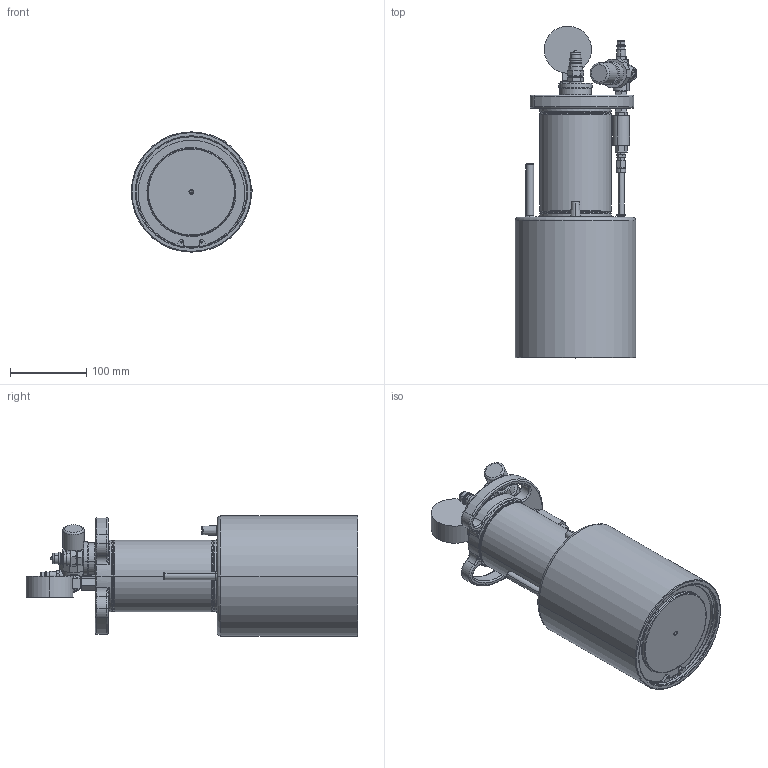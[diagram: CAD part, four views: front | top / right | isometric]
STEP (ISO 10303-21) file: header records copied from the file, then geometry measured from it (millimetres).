
FILE_DESCRIPTION (( 'STEP AP203' ), '1' );
FILE_NAME ('804 412 Druckverstärker Record 80 bar 099-341.STEP', '2014-06-16T11:09:34', ( '' ), ( '' ), 'SwSTEP 2.0', 'SolidWorks 2013', '' );
FILE_SCHEMA (( 'CONFIG_CONTROL_DESIGN' ));
Length unit declared in the file: millimetre
Products named in the file (1): 804 412 Druckverstärker Record 80 bar 099-341
Bounding box: 159.39 x 436 x 158 mm (x, y, z)
Volume: 4913780.9 mm3; surface area: 258816.8 mm2
Topology: 1 solids, 13 shells, 728 faces, 1687 edges, 1021 vertices
Faces by surface type: plane 220, cylinder 204, cone 154, torus 104, bspline 42, sphere 4
Entity records: 23670 total; most frequent: CARTESIAN_POINT 6860, DIRECTION 3761, ORIENTED_EDGE 3342, EDGE_CURVE 1671, AXIS2_PLACEMENT_3D 1554, VERTEX_POINT 1021, CIRCLE 867, EDGE_LOOP 810
